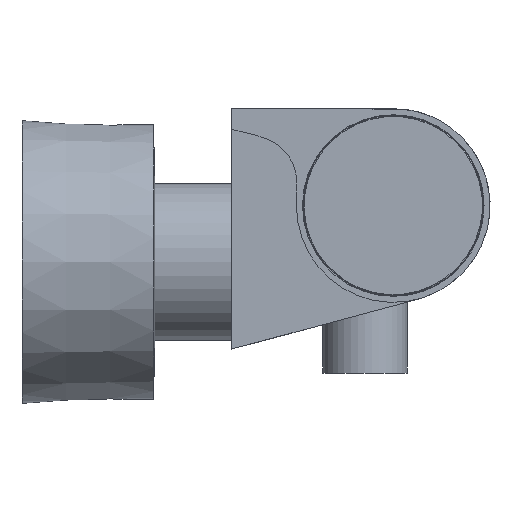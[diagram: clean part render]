
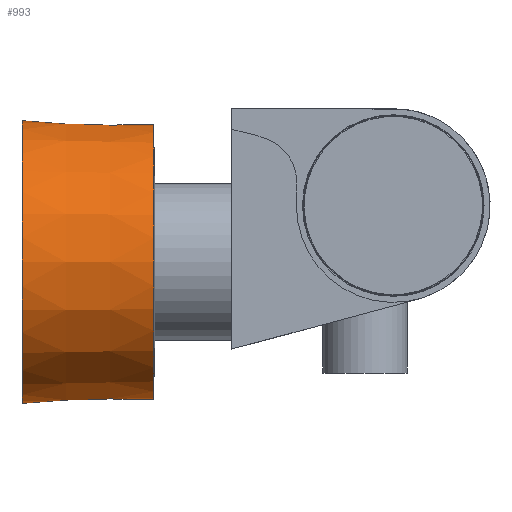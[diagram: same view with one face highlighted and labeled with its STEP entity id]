
A CAD part, front view. The second image highlights one B-rep face of the part: STEP entity #993.
In plain terms, the highlighted conical face has half-angle 1.5 degrees and reference radius 35 mm.
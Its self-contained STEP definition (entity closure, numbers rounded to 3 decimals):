
#239=CONICAL_SURFACE('',#1215,35.,0.026);
#245=ORIENTED_EDGE('',*,*,#491,.T.);
#246=ORIENTED_EDGE('',*,*,#492,.F.);
#491=EDGE_CURVE('',#634,#634,#745,.T.);
#492=EDGE_CURVE('',#635,#635,#746,.F.);
#634=VERTEX_POINT('',#1586);
#635=VERTEX_POINT('',#1589);
#745=CIRCLE('',#1214,35.013);
#746=CIRCLE('',#1216,34.159);
#792=EDGE_LOOP('',(#245));
#793=EDGE_LOOP('',(#246));
#878=FACE_BOUND('',#792,.T.);
#879=FACE_BOUND('',#793,.T.);
#993=ADVANCED_FACE('',(#878,#879),#239,.T.);
#1214=AXIS2_PLACEMENT_3D('',#1585,#1330,#1331);
#1215=AXIS2_PLACEMENT_3D('',#1587,#1332,#1333);
#1216=AXIS2_PLACEMENT_3D('',#1588,#1334,#1335);
#1330=DIRECTION('',(1.,0.,0.));
#1331=DIRECTION('',(0.,-1.,0.));
#1332=DIRECTION('',(-1.,0.,0.));
#1333=DIRECTION('',(0.,1.,0.));
#1334=DIRECTION('',(-1.,0.,0.));
#1335=DIRECTION('',(0.,1.,0.));
#1585=CARTESIAN_POINT('',(0.,-75.,24.106));
#1586=CARTESIAN_POINT('',(0.,-110.013,24.106));
#1587=CARTESIAN_POINT('',(0.513,-75.,24.106));
#1588=CARTESIAN_POINT('',(32.616,-75.,24.106));
#1589=CARTESIAN_POINT('',(32.616,-40.841,24.106));
